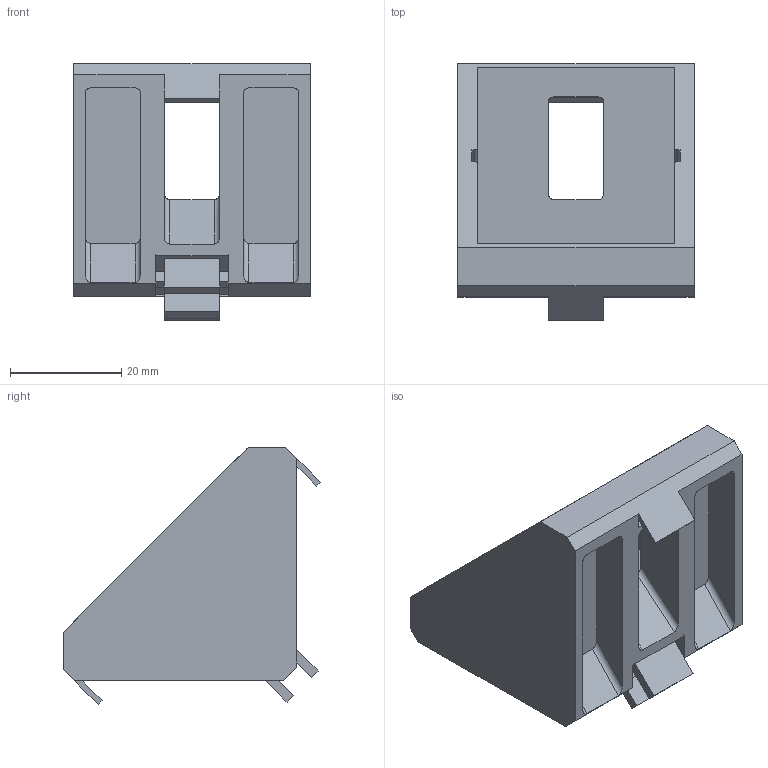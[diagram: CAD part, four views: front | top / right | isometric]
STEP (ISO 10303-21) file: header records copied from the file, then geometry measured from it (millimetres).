
FILE_DESCRIPTION (( 'STEP AP214' ), '1' );
FILE_NAME ('SNSD.30.51.77. Óãëîâîé àëþìèíèåâûé ñîåäèíèòåëü 45õ45, ïàç 10(A27).STEP', '2014-12-22T13:23:11', ( 'XTreme.ws' ), ( 'XTreme.ws' ), 'SwSTEP 2.0', 'SolidWorks 2014', '' );
FILE_SCHEMA (( 'AUTOMOTIVE_DESIGN' ));
Length unit declared in the file: millimetre
Products named in the file (2): SNSD.30.51.77. Óãëîâîé àëþìèíèåâûé ñîåäèíèòåëü 45õ45, ïàç 10(A27)
Bounding box: 42.5 x 46.24 x 46.24 mm (x, y, z)
Volume: 20781.8 mm3; surface area: 13297.4 mm2
Topology: 1 solids, 1 shells, 121 faces, 326 edges, 214 vertices
Faces by surface type: plane 84, cylinder 32, torus 5
Entity records: 3806 total; most frequent: CARTESIAN_POINT 735, ORIENTED_EDGE 652, DIRECTION 597, EDGE_CURVE 326, VECTOR 253, LINE 253, VERTEX_POINT 214, AXIS2_PLACEMENT_3D 172
